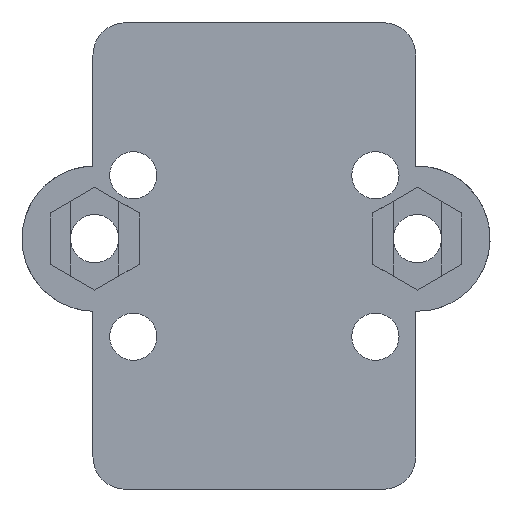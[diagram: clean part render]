
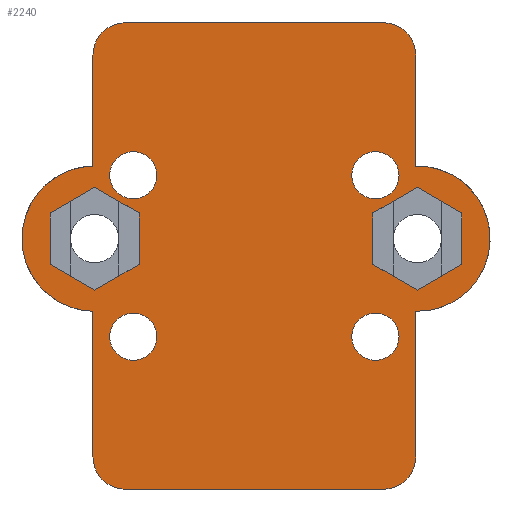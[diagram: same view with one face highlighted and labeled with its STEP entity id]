
A CAD part, front view. The second image highlights one B-rep face of the part: STEP entity #2240.
In plain terms, the highlighted planar face has unit normal (0, -1, 0).
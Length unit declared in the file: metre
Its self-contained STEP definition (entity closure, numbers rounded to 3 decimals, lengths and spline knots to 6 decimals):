
#80=CIRCLE('',#2387,0.002);
#81=CIRCLE('',#2388,0.0045);
#82=CIRCLE('',#2389,0.002);
#83=CIRCLE('',#2390,0.002);
#84=CIRCLE('',#2391,0.0045);
#85=CIRCLE('',#2392,0.002);
#86=CIRCLE('',#2393,0.001464);
#87=CIRCLE('',#2394,0.001464);
#88=CIRCLE('',#2395,0.001464);
#89=CIRCLE('',#2396,0.001464);
#162=LINE('',#3213,#368);
#163=LINE('',#3216,#369);
#164=LINE('',#3218,#370);
#165=LINE('',#3220,#371);
#166=LINE('',#3222,#372);
#167=LINE('',#3224,#373);
#168=LINE('',#3225,#374);
#169=LINE('',#3230,#375);
#170=LINE('',#3234,#376);
#171=LINE('',#3238,#377);
#172=LINE('',#3242,#378);
#173=LINE('',#3246,#379);
#174=LINE('',#3257,#380);
#175=LINE('',#3260,#381);
#176=LINE('',#3262,#382);
#177=LINE('',#3264,#383);
#178=LINE('',#3266,#384);
#179=LINE('',#3268,#385);
#368=VECTOR('',#2588,1.);
#369=VECTOR('',#2589,1.);
#370=VECTOR('',#2590,1.);
#371=VECTOR('',#2591,1.);
#372=VECTOR('',#2592,1.);
#373=VECTOR('',#2593,1.);
#374=VECTOR('',#2594,1.);
#375=VECTOR('',#2597,1.);
#376=VECTOR('',#2600,1.);
#377=VECTOR('',#2603,1.);
#378=VECTOR('',#2606,1.);
#379=VECTOR('',#2609,1.);
#380=VECTOR('',#2620,1.);
#381=VECTOR('',#2621,1.);
#382=VECTOR('',#2622,1.);
#383=VECTOR('',#2623,1.);
#384=VECTOR('',#2624,1.);
#385=VECTOR('',#2625,1.);
#602=ORIENTED_EDGE('',*,*,#1286,.F.);
#603=ORIENTED_EDGE('',*,*,#1287,.F.);
#604=ORIENTED_EDGE('',*,*,#1288,.F.);
#605=ORIENTED_EDGE('',*,*,#1289,.T.);
#606=ORIENTED_EDGE('',*,*,#1290,.F.);
#607=ORIENTED_EDGE('',*,*,#1291,.F.);
#608=ORIENTED_EDGE('',*,*,#1292,.T.);
#609=ORIENTED_EDGE('',*,*,#1293,.T.);
#610=ORIENTED_EDGE('',*,*,#1294,.T.);
#611=ORIENTED_EDGE('',*,*,#1295,.F.);
#612=ORIENTED_EDGE('',*,*,#1296,.T.);
#613=ORIENTED_EDGE('',*,*,#1297,.T.);
#614=ORIENTED_EDGE('',*,*,#1298,.F.);
#615=ORIENTED_EDGE('',*,*,#1299,.T.);
#616=ORIENTED_EDGE('',*,*,#1300,.F.);
#617=ORIENTED_EDGE('',*,*,#1301,.F.);
#618=ORIENTED_EDGE('',*,*,#1302,.F.);
#619=ORIENTED_EDGE('',*,*,#1303,.T.);
#620=ORIENTED_EDGE('',*,*,#1304,.T.);
#621=ORIENTED_EDGE('',*,*,#1305,.T.);
#622=ORIENTED_EDGE('',*,*,#1306,.T.);
#623=ORIENTED_EDGE('',*,*,#1307,.T.);
#624=ORIENTED_EDGE('',*,*,#1308,.T.);
#625=ORIENTED_EDGE('',*,*,#1309,.T.);
#626=ORIENTED_EDGE('',*,*,#1310,.F.);
#627=ORIENTED_EDGE('',*,*,#1311,.T.);
#628=ORIENTED_EDGE('',*,*,#1312,.T.);
#629=ORIENTED_EDGE('',*,*,#1313,.T.);
#1286=EDGE_CURVE('',#1628,#1629,#162,.T.);
#1287=EDGE_CURVE('',#1630,#1628,#163,.T.);
#1288=EDGE_CURVE('',#1631,#1630,#164,.T.);
#1289=EDGE_CURVE('',#1631,#1632,#165,.T.);
#1290=EDGE_CURVE('',#1633,#1632,#166,.T.);
#1291=EDGE_CURVE('',#1629,#1633,#167,.T.);
#1292=EDGE_CURVE('',#1634,#1635,#168,.T.);
#1293=EDGE_CURVE('',#1635,#1636,#80,.F.);
#1294=EDGE_CURVE('',#1636,#1637,#169,.T.);
#1295=EDGE_CURVE('',#1638,#1637,#81,.T.);
#1296=EDGE_CURVE('',#1638,#1639,#170,.T.);
#1297=EDGE_CURVE('',#1639,#1640,#82,.F.);
#1298=EDGE_CURVE('',#1641,#1640,#171,.T.);
#1299=EDGE_CURVE('',#1641,#1642,#83,.F.);
#1300=EDGE_CURVE('',#1643,#1642,#172,.T.);
#1301=EDGE_CURVE('',#1644,#1643,#84,.T.);
#1302=EDGE_CURVE('',#1645,#1644,#173,.T.);
#1303=EDGE_CURVE('',#1645,#1634,#85,.F.);
#1304=EDGE_CURVE('',#1646,#1646,#86,.T.);
#1305=EDGE_CURVE('',#1647,#1647,#87,.T.);
#1306=EDGE_CURVE('',#1648,#1648,#88,.T.);
#1307=EDGE_CURVE('',#1649,#1649,#89,.T.);
#1308=EDGE_CURVE('',#1650,#1651,#174,.T.);
#1309=EDGE_CURVE('',#1651,#1652,#175,.T.);
#1310=EDGE_CURVE('',#1653,#1652,#176,.T.);
#1311=EDGE_CURVE('',#1653,#1654,#177,.T.);
#1312=EDGE_CURVE('',#1654,#1655,#178,.T.);
#1313=EDGE_CURVE('',#1655,#1650,#179,.T.);
#1628=VERTEX_POINT('',#3214);
#1629=VERTEX_POINT('',#3215);
#1630=VERTEX_POINT('',#3217);
#1631=VERTEX_POINT('',#3219);
#1632=VERTEX_POINT('',#3221);
#1633=VERTEX_POINT('',#3223);
#1634=VERTEX_POINT('',#3226);
#1635=VERTEX_POINT('',#3227);
#1636=VERTEX_POINT('',#3229);
#1637=VERTEX_POINT('',#3231);
#1638=VERTEX_POINT('',#3233);
#1639=VERTEX_POINT('',#3235);
#1640=VERTEX_POINT('',#3237);
#1641=VERTEX_POINT('',#3239);
#1642=VERTEX_POINT('',#3241);
#1643=VERTEX_POINT('',#3243);
#1644=VERTEX_POINT('',#3245);
#1645=VERTEX_POINT('',#3247);
#1646=VERTEX_POINT('',#3250);
#1647=VERTEX_POINT('',#3252);
#1648=VERTEX_POINT('',#3254);
#1649=VERTEX_POINT('',#3256);
#1650=VERTEX_POINT('',#3258);
#1651=VERTEX_POINT('',#3259);
#1652=VERTEX_POINT('',#3261);
#1653=VERTEX_POINT('',#3263);
#1654=VERTEX_POINT('',#3265);
#1655=VERTEX_POINT('',#3267);
#1883=EDGE_LOOP('',(#602,#603,#604,#605,#606,#607));
#1884=EDGE_LOOP('',(#608,#609,#610,#611,#612,#613,#614,#615,#616,#617,#618,
#619));
#1885=EDGE_LOOP('',(#620));
#1886=EDGE_LOOP('',(#621));
#1887=EDGE_LOOP('',(#622));
#1888=EDGE_LOOP('',(#623));
#1889=EDGE_LOOP('',(#624,#625,#626,#627,#628,#629));
#2031=FACE_BOUND('',#1883,.T.);
#2032=FACE_BOUND('',#1884,.T.);
#2033=FACE_BOUND('',#1885,.T.);
#2034=FACE_BOUND('',#1886,.T.);
#2035=FACE_BOUND('',#1887,.T.);
#2036=FACE_BOUND('',#1888,.T.);
#2037=FACE_BOUND('',#1889,.T.);
#2175=PLANE('',#2386);
#2240=ADVANCED_FACE('',(#2031,#2032,#2033,#2034,#2035,#2036,#2037),#2175,
 .F.);
#2386=AXIS2_PLACEMENT_3D('',#3212,#2586,#2587);
#2387=AXIS2_PLACEMENT_3D('',#3228,#2595,#2596);
#2388=AXIS2_PLACEMENT_3D('',#3232,#2598,#2599);
#2389=AXIS2_PLACEMENT_3D('',#3236,#2601,#2602);
#2390=AXIS2_PLACEMENT_3D('',#3240,#2604,#2605);
#2391=AXIS2_PLACEMENT_3D('',#3244,#2607,#2608);
#2392=AXIS2_PLACEMENT_3D('',#3248,#2610,#2611);
#2393=AXIS2_PLACEMENT_3D('',#3249,#2612,#2613);
#2394=AXIS2_PLACEMENT_3D('',#3251,#2614,#2615);
#2395=AXIS2_PLACEMENT_3D('',#3253,#2616,#2617);
#2396=AXIS2_PLACEMENT_3D('',#3255,#2618,#2619);
#2586=DIRECTION('',(0.,1.,0.));
#2587=DIRECTION('',(-1.,0.,0.));
#2588=DIRECTION('',(0.,0.,-1.));
#2589=DIRECTION('',(-0.866,0.,-0.5));
#2590=DIRECTION('',(-0.866,0.,0.5));
#2591=DIRECTION('',(0.,0.,-1.));
#2592=DIRECTION('',(0.866,0.,0.5));
#2593=DIRECTION('',(0.866,0.,-0.5));
#2594=DIRECTION('',(-1.,0.,0.));
#2595=DIRECTION('',(0.,1.,0.));
#2596=DIRECTION('',(0.,0.,1.));
#2597=DIRECTION('',(0.,0.,-1.));
#2598=DIRECTION('',(0.,1.,0.));
#2599=DIRECTION('',(0.,0.,1.));
#2600=DIRECTION('',(0.,0.,-1.));
#2601=DIRECTION('',(0.,1.,0.));
#2602=DIRECTION('',(0.,0.,1.));
#2603=DIRECTION('',(-1.,0.,0.));
#2604=DIRECTION('',(0.,1.,0.));
#2605=DIRECTION('',(0.,0.,1.));
#2606=DIRECTION('',(0.,0.,-1.));
#2607=DIRECTION('',(0.,1.,0.));
#2608=DIRECTION('',(0.,0.,1.));
#2609=DIRECTION('',(0.,0.,-1.));
#2610=DIRECTION('',(0.,1.,0.));
#2611=DIRECTION('',(0.,0.,1.));
#2612=DIRECTION('',(0.,1.,0.));
#2613=DIRECTION('',(0.,0.,1.));
#2614=DIRECTION('',(0.,1.,0.));
#2615=DIRECTION('',(0.,0.,1.));
#2616=DIRECTION('',(0.,1.,0.));
#2617=DIRECTION('',(0.,0.,1.));
#2618=DIRECTION('',(0.,1.,0.));
#2619=DIRECTION('',(0.,0.,1.));
#2620=DIRECTION('',(0.866,0.,0.5));
#2621=DIRECTION('',(0.866,0.,-0.5));
#2622=DIRECTION('',(0.,0.,1.));
#2623=DIRECTION('',(-0.866,0.,-0.5));
#2624=DIRECTION('',(-0.866,0.,0.5));
#2625=DIRECTION('',(0.,0.,1.));
#3212=CARTESIAN_POINT('',(0.129099,0.039294,0.34045));
#3213=CARTESIAN_POINT('',(0.126241,0.039294,0.351723));
#3214=CARTESIAN_POINT('',(0.126241,0.039294,0.352567));
#3215=CARTESIAN_POINT('',(0.126241,0.039294,0.34938));
#3216=CARTESIAN_POINT('',(0.128271,0.039294,0.353738));
#3217=CARTESIAN_POINT('',(0.129001,0.039294,0.35416));
#3218=CARTESIAN_POINT('',(0.131031,0.039294,0.352988));
#3219=CARTESIAN_POINT('',(0.131761,0.039294,0.352567));
#3220=CARTESIAN_POINT('',(0.131761,0.039294,0.350223));
#3221=CARTESIAN_POINT('',(0.131761,0.039294,0.34938));
#3222=CARTESIAN_POINT('',(0.129731,0.039294,0.348208));
#3223=CARTESIAN_POINT('',(0.129001,0.039294,0.347786));
#3224=CARTESIAN_POINT('',(0.126971,0.039294,0.348958));
#3225=CARTESIAN_POINT('',(0.138899,0.039294,0.36435));
#3226=CARTESIAN_POINT('',(0.146899,0.039294,0.36435));
#3227=CARTESIAN_POINT('',(0.130899,0.039294,0.36435));
#3228=CARTESIAN_POINT('',(0.130899,0.039294,0.36235));
#3229=CARTESIAN_POINT('',(0.128899,0.039294,0.36235));
#3230=CARTESIAN_POINT('',(0.128899,0.039294,0.36185));
#3231=CARTESIAN_POINT('',(0.128899,0.039294,0.355472));
#3232=CARTESIAN_POINT('',(0.129001,0.039294,0.350973));
#3233=CARTESIAN_POINT('',(0.128899,0.039294,0.346474));
#3234=CARTESIAN_POINT('',(0.128899,0.039294,0.343462));
#3235=CARTESIAN_POINT('',(0.128899,0.039294,0.33745));
#3236=CARTESIAN_POINT('',(0.130899,0.039294,0.33745));
#3237=CARTESIAN_POINT('',(0.130899,0.039294,0.33545));
#3238=CARTESIAN_POINT('',(0.148699,0.039294,0.33545));
#3239=CARTESIAN_POINT('',(0.146899,0.039294,0.33545));
#3240=CARTESIAN_POINT('',(0.146899,0.039294,0.33745));
#3241=CARTESIAN_POINT('',(0.148899,0.039294,0.33745));
#3242=CARTESIAN_POINT('',(0.148899,0.039294,0.33795));
#3243=CARTESIAN_POINT('',(0.148899,0.039294,0.346474));
#3244=CARTESIAN_POINT('',(0.149001,0.039294,0.350973));
#3245=CARTESIAN_POINT('',(0.148899,0.039294,0.355472));
#3246=CARTESIAN_POINT('',(0.148899,0.039294,0.357411));
#3247=CARTESIAN_POINT('',(0.148899,0.039294,0.36235));
#3248=CARTESIAN_POINT('',(0.146899,0.039294,0.36235));
#3249=CARTESIAN_POINT('',(0.146399,0.039294,0.3549));
#3250=CARTESIAN_POINT('',(0.146399,0.039294,0.356364));
#3251=CARTESIAN_POINT('',(0.146399,0.039294,0.3449));
#3252=CARTESIAN_POINT('',(0.146399,0.039294,0.346364));
#3253=CARTESIAN_POINT('',(0.131399,0.039294,0.3449));
#3254=CARTESIAN_POINT('',(0.131399,0.039294,0.346364));
#3255=CARTESIAN_POINT('',(0.131399,0.039294,0.3549));
#3256=CARTESIAN_POINT('',(0.131399,0.039294,0.356364));
#3257=CARTESIAN_POINT('',(0.148271,0.039294,0.353738));
#3258=CARTESIAN_POINT('',(0.146241,0.039294,0.352567));
#3259=CARTESIAN_POINT('',(0.149001,0.039294,0.35416));
#3260=CARTESIAN_POINT('',(0.151031,0.039294,0.352988));
#3261=CARTESIAN_POINT('',(0.151761,0.039294,0.352567));
#3262=CARTESIAN_POINT('',(0.151761,0.039294,0.350223));
#3263=CARTESIAN_POINT('',(0.151761,0.039294,0.34938));
#3264=CARTESIAN_POINT('',(0.149731,0.039294,0.348208));
#3265=CARTESIAN_POINT('',(0.149001,0.039294,0.347786));
#3266=CARTESIAN_POINT('',(0.146971,0.039294,0.348958));
#3267=CARTESIAN_POINT('',(0.146241,0.039294,0.34938));
#3268=CARTESIAN_POINT('',(0.146241,0.039294,0.351723));
